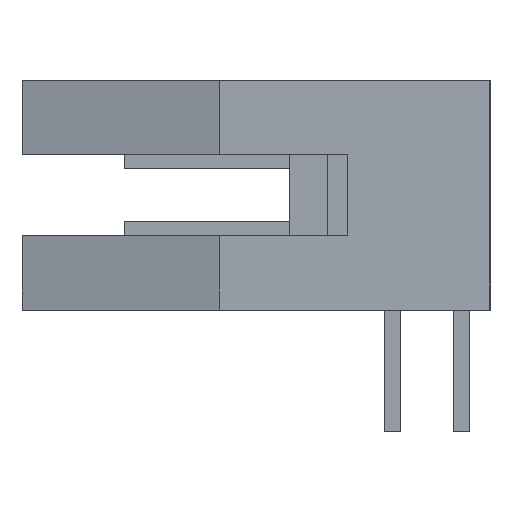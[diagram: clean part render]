
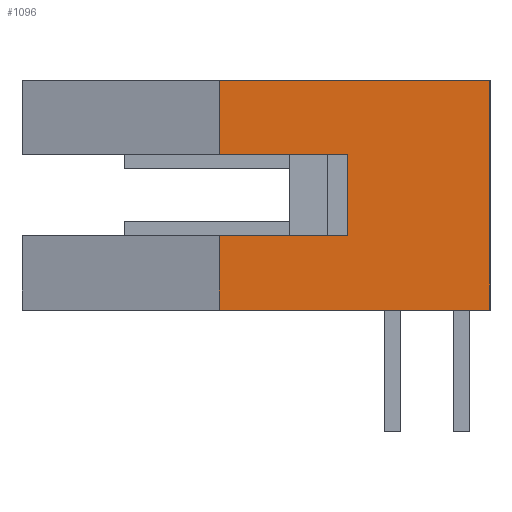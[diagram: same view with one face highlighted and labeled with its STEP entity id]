
A CAD part, left-side view. The second image highlights one B-rep face of the part: STEP entity #1096.
In plain terms, the highlighted planar face has unit normal (-1, 0, 0).
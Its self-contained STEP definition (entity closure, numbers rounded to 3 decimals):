
#1096=ADVANCED_FACE('',(#1621),#1361,.T.);
#1361=PLANE('',#6140);
#1621=FACE_OUTER_BOUND('',#1888,.T.);
#1888=EDGE_LOOP('',(#2871,#2872,#2873,#2874,#2875,#2876,#2877,#2878));
#2871=ORIENTED_EDGE('',*,*,#4421,.T.);
#2872=ORIENTED_EDGE('',*,*,#4420,.F.);
#2873=ORIENTED_EDGE('',*,*,#4422,.T.);
#2874=ORIENTED_EDGE('',*,*,#4423,.T.);
#2875=ORIENTED_EDGE('',*,*,#4424,.T.);
#2876=ORIENTED_EDGE('',*,*,#4410,.F.);
#2877=ORIENTED_EDGE('',*,*,#4425,.T.);
#2878=ORIENTED_EDGE('',*,*,#4426,.T.);
#3770=VERTEX_POINT('',#8627);
#3771=VERTEX_POINT('',#8629);
#3778=VERTEX_POINT('',#8646);
#3779=VERTEX_POINT('',#8648);
#3780=VERTEX_POINT('',#8652);
#3781=VERTEX_POINT('',#8654);
#3782=VERTEX_POINT('',#8656);
#3783=VERTEX_POINT('',#8659);
#4410=EDGE_CURVE('',#3770,#3771,#5097,.T.);
#4420=EDGE_CURVE('',#3779,#3778,#5107,.T.);
#4421=EDGE_CURVE('',#3780,#3778,#5108,.T.);
#4422=EDGE_CURVE('',#3779,#3781,#5109,.T.);
#4423=EDGE_CURVE('',#3781,#3782,#5110,.T.);
#4424=EDGE_CURVE('',#3782,#3771,#5111,.T.);
#4425=EDGE_CURVE('',#3770,#3783,#5112,.T.);
#4426=EDGE_CURVE('',#3783,#3780,#5113,.T.);
#5097=LINE('',#8628,#5778);
#5107=LINE('',#8649,#5788);
#5108=LINE('',#8651,#5789);
#5109=LINE('',#8653,#5790);
#5110=LINE('',#8655,#5791);
#5111=LINE('',#8657,#5792);
#5112=LINE('',#8658,#5793);
#5113=LINE('',#8660,#5794);
#5778=VECTOR('',#7206,1.);
#5788=VECTOR('',#7220,1.);
#5789=VECTOR('',#7223,1.);
#5790=VECTOR('',#7224,1.);
#5791=VECTOR('',#7225,1.);
#5792=VECTOR('',#7226,1.);
#5793=VECTOR('',#7227,1.);
#5794=VECTOR('',#7228,1.);
#6140=AXIS2_PLACEMENT_3D('',#8661,#7229,#7230);
#7206=DIRECTION('',(0.,0.,1.));
#7220=DIRECTION('',(0.,0.,1.));
#7223=DIRECTION('',(0.,1.,0.));
#7224=DIRECTION('',(0.,-1.,0.));
#7225=DIRECTION('',(0.,0.,1.));
#7226=DIRECTION('',(0.,1.,0.));
#7227=DIRECTION('',(0.,-1.,0.));
#7228=DIRECTION('',(0.,0.,-1.));
#7229=DIRECTION('',(-1.,0.,0.));
#7230=DIRECTION('',(0.,-1.,0.));
#8627=CARTESIAN_POINT('',(-31.573,12.59,5.75));
#8628=CARTESIAN_POINT('',(-31.573,12.59,5.75));
#8629=CARTESIAN_POINT('',(-31.573,12.59,8.5));
#8646=CARTESIAN_POINT('',(-31.573,12.59,2.75));
#8648=CARTESIAN_POINT('',(-31.573,12.59,0.));
#8649=CARTESIAN_POINT('',(-31.573,12.59,0.));
#8651=CARTESIAN_POINT('',(-31.573,7.84,2.75));
#8652=CARTESIAN_POINT('',(-31.573,7.84,2.75));
#8653=CARTESIAN_POINT('',(-31.573,12.59,0.));
#8654=CARTESIAN_POINT('',(-31.573,2.59,0.));
#8655=CARTESIAN_POINT('',(-31.573,2.59,0.));
#8656=CARTESIAN_POINT('',(-31.573,2.59,8.5));
#8657=CARTESIAN_POINT('',(-31.573,2.59,8.5));
#8658=CARTESIAN_POINT('',(-31.573,12.59,5.75));
#8659=CARTESIAN_POINT('',(-31.573,7.84,5.75));
#8660=CARTESIAN_POINT('',(-31.573,7.84,5.75));
#8661=CARTESIAN_POINT('',(-31.573,12.59,0.));
